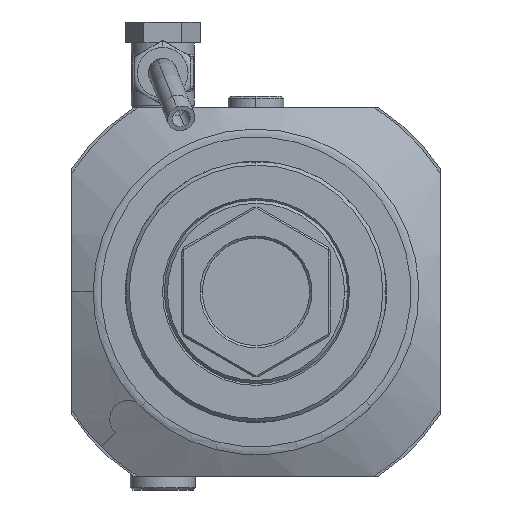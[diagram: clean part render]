
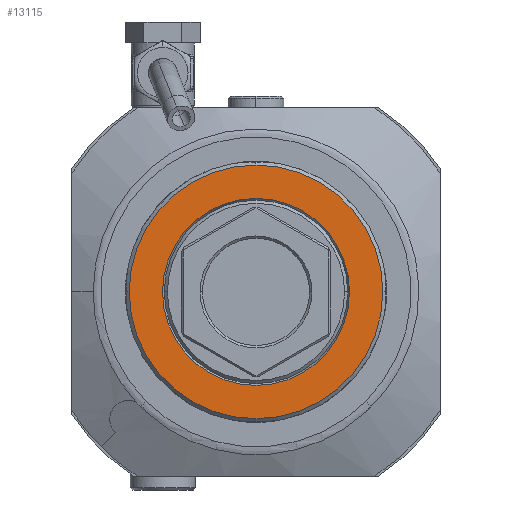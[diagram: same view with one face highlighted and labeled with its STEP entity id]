
A CAD part, left-side view. The second image highlights one B-rep face of the part: STEP entity #13115.
In plain terms, the highlighted planar face has unit normal (-1, 0, 0).
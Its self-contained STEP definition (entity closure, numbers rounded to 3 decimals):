
#3818=CARTESIAN_POINT('',(-24.,0.,0.));
#3819=DIRECTION('',(-1.,0.,0.));
#3820=DIRECTION('',(0.,1.,0.));
#3821=AXIS2_PLACEMENT_3D('',#3818,#3819,#3820);
#3823=CARTESIAN_POINT('',(-24.,0.,0.));
#3824=DIRECTION('',(-1.,0.,0.));
#3825=DIRECTION('',(0.,-1.,0.));
#3826=AXIS2_PLACEMENT_3D('',#3823,#3824,#3825);
#3828=CARTESIAN_POINT('',(-24.,0.,0.));
#3829=DIRECTION('',(1.,0.,0.));
#3830=DIRECTION('',(0.,1.,0.));
#3831=AXIS2_PLACEMENT_3D('',#3828,#3829,#3830);
#3833=CARTESIAN_POINT('',(-24.,0.,0.));
#3834=DIRECTION('',(1.,0.,0.));
#3835=DIRECTION('',(0.,-1.,0.));
#3836=AXIS2_PLACEMENT_3D('',#3833,#3834,#3835);
#8870=CARTESIAN_POINT('',(-24.,20.054,0.));
#8871=CARTESIAN_POINT('',(-24.,-20.054,0.));
#8872=VERTEX_POINT('',#8870);
#8873=VERTEX_POINT('',#8871);
#8874=CARTESIAN_POINT('',(-24.,27.2,0.));
#8875=CARTESIAN_POINT('',(-24.,-27.2,0.));
#8876=VERTEX_POINT('',#8874);
#8877=VERTEX_POINT('',#8875);
#13100=CARTESIAN_POINT('',(-24.,0.,0.));
#13101=DIRECTION('',(-1.,0.,0.));
#13102=DIRECTION('',(0.,1.,0.));
#13103=AXIS2_PLACEMENT_3D('',#13100,#13101,#13102);
#13104=PLANE('',#13103);
#13105=ORIENTED_EDGE('',*,*,#13078,.F.);
#13106=ORIENTED_EDGE('',*,*,#13093,.F.);
#13107=EDGE_LOOP('',(#13105,#13106));
#13108=FACE_OUTER_BOUND('',#13107,.F.);
#13110=ORIENTED_EDGE('',*,*,#13109,.F.);
#13112=ORIENTED_EDGE('',*,*,#13111,.F.);
#13113=EDGE_LOOP('',(#13110,#13112));
#13114=FACE_BOUND('',#13113,.F.);
#3822=CIRCLE('',#3821,27.2);
#3827=CIRCLE('',#3826,27.2);
#3832=CIRCLE('',#3831,20.054);
#3837=CIRCLE('',#3836,20.054);
#13078=EDGE_CURVE('',#8876,#8877,#3822,.T.);
#13093=EDGE_CURVE('',#8877,#8876,#3827,.T.);
#13109=EDGE_CURVE('',#8872,#8873,#3832,.T.);
#13111=EDGE_CURVE('',#8873,#8872,#3837,.T.);
#13115=ADVANCED_FACE('',(#13108,#13114),#13104,.T.);
